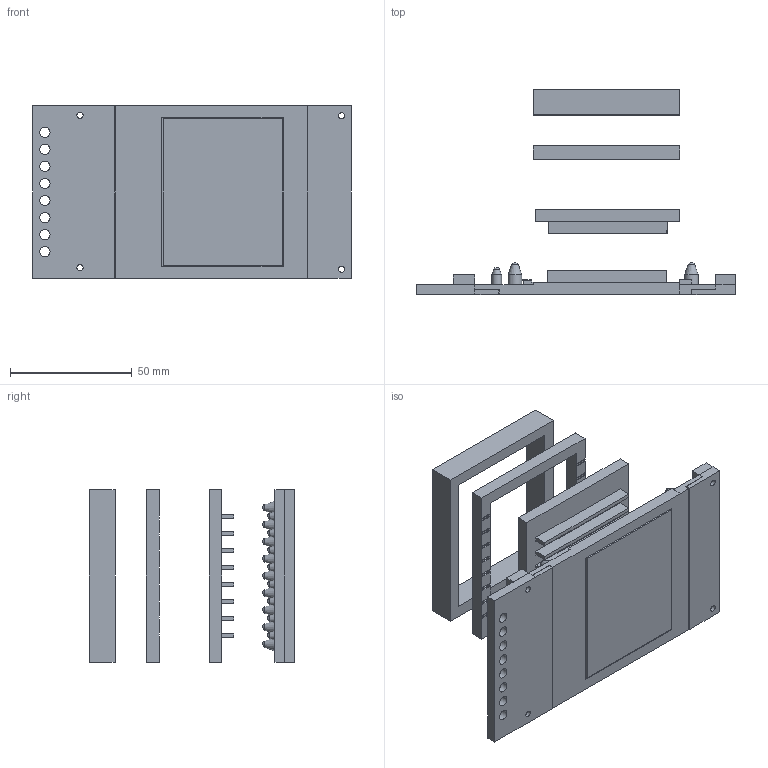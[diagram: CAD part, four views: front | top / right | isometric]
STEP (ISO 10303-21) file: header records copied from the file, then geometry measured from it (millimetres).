
FILE_DESCRIPTION(/* description */ (''),/* implementation_level */ '2;1');
FILE_NAME(/* name */ 'Assembly test impression v8.step',/* time_stamp */ '2018-12-19T11:33:56+01:00',/* author */ ('valentin.brisson'),/* organization */ (''),/* preprocessor_version */ 'ST-DEVELOPER v17.2',/* originating_system */ 'Autodesk Translation Framework v7.6.0.251',/* authorisation */ '');
FILE_SCHEMA (('AUTOMOTIVE_DESIGN { 1 0 10303 214 3 1 1 }'));
Length unit declared in the file: millimetre
Products named in the file (11): Assembly test impression; Test impression 3D cadre 10.5 mm; Test impression 3D cadre fil; Pince inf 1; Pince sup 2; Pince sup 1; Serrage et pince fil; Cadre principale fil; Test impression 3D cadre 5.5 mm; Test impression 3D plaque supérieure; Test impression 3D plaque inf
Assembly tree (10 placements, depth 3):
  Assembly test impression
    Test impression 3D cadre 10.5 mm
    Test impression 3D cadre fil
      Pince inf 1
      Pince sup 2
      Pince sup 1
      Serrage et pince fil
      Cadre principale fil
    Test impression 3D cadre 5.5 mm
    Test impression 3D plaque supérieure
    Test impression 3D plaque inf
Bounding box: 130.86 x 84.2 x 71 mm (x, y, z)
Volume: 101761.4 mm3; surface area: 63243.2 mm2
Topology: 9 solids, 9 shells, 548 faces, 1503 edges, 996 vertices
Faces by surface type: plane 350, cylinder 138, bspline 34, cone 26
Full cylindrical faces by diameter (mm): 2.529 x8, 4 x8, 4.234 x8, 5.7 x18
Entity records: 18491 total; most frequent: CARTESIAN_POINT 3864, DIRECTION 3024, ORIENTED_EDGE 3006, EDGE_CURVE 1503, LINE 1044, VECTOR 1044, VERTEX_POINT 996, AXIS2_PLACEMENT_3D 990
